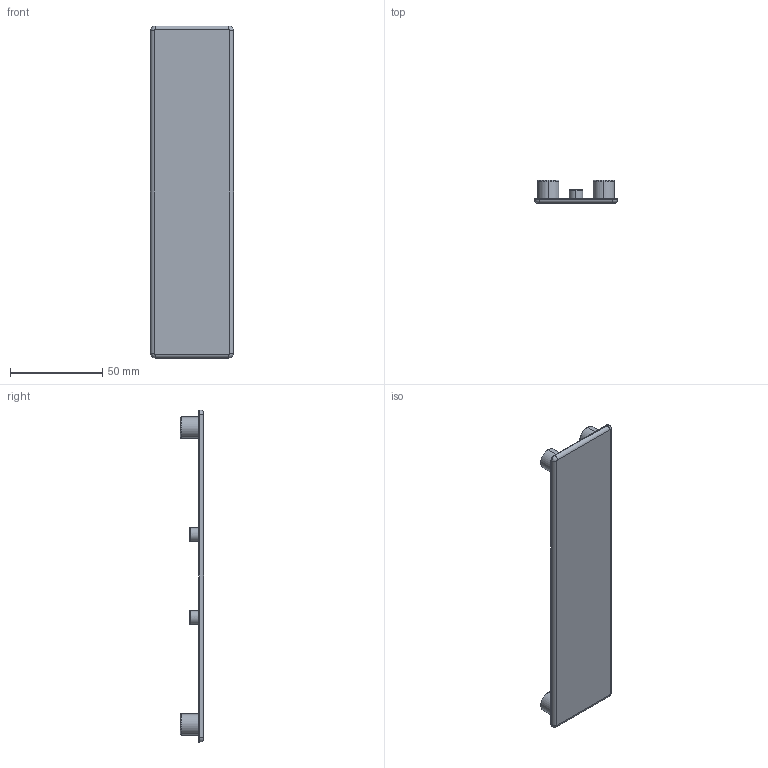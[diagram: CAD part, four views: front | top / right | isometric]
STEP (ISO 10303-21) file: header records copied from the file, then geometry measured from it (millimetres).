
FILE_DESCRIPTION (( 'STEP AP203' ), '1' );
FILE_NAME ('084.201.022.STEP', '2013-01-24T13:28:38', ( 'Alusic' ), ( 'Alusic' ), 'SwSTEP 2.0', 'SolidWorks 2011', '' );
FILE_SCHEMA (( 'CONFIG_CONTROL_DESIGN' ));
Length unit declared in the file: millimetre
Products named in the file (1): 084.201.022
Bounding box: 45 x 12.5 x 180 mm (x, y, z)
Volume: 21426.6 mm3; surface area: 19902.7 mm2
Topology: 1 solids, 1 shells, 66 faces, 136 edges, 84 vertices
Faces by surface type: cylinder 32, plane 18, torus 16
Entity records: 1849 total; most frequent: DIRECTION 362, CARTESIAN_POINT 287, ORIENTED_EDGE 272, AXIS2_PLACEMENT_3D 159, EDGE_CURVE 136, CIRCLE 92, VERTEX_POINT 84, EDGE_LOOP 78
